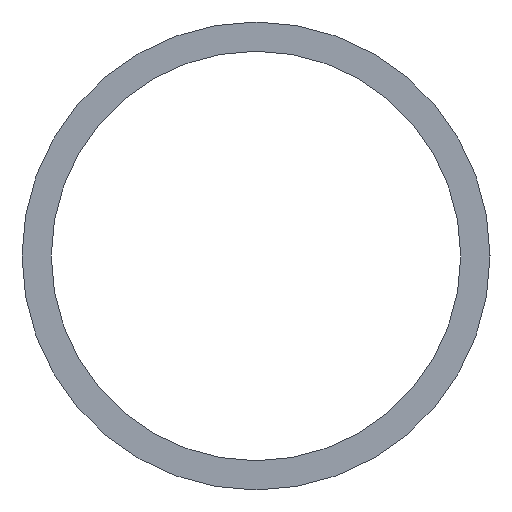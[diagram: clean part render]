
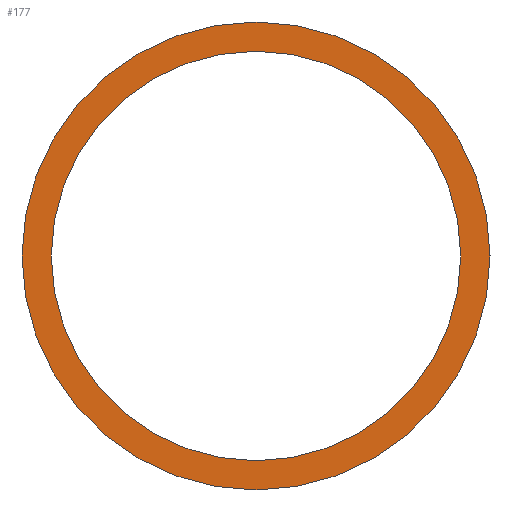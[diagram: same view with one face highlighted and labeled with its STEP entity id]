
A CAD part, left-side view. The second image highlights one B-rep face of the part: STEP entity #177.
In plain terms, the highlighted planar face has unit normal (-1, 0, 0).
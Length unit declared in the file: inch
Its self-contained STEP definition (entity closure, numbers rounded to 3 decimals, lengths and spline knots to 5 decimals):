
#6 = DIRECTION ( 'NONE',  ( 0., 0., -1. ) ) ;
#8 = DIRECTION ( 'NONE',  ( 1., 0., 0. ) ) ;
#10 = CIRCLE ( 'NONE', #135, 0.4375 ) ;
#12 = DIRECTION ( 'NONE',  ( 0., 0., -1. ) ) ;
#16 = ORIENTED_EDGE ( 'NONE', *, *, #28, .F. ) ;
#18 = VERTEX_POINT ( 'NONE', #90 ) ;
#19 = VERTEX_POINT ( 'NONE', #156 ) ;
#25 = CARTESIAN_POINT ( 'NONE',  ( -23.5, 0., -0.4375 ) ) ;
#28 = EDGE_CURVE ( 'NONE', #19, #18, #221, .T. ) ;
#30 = ORIENTED_EDGE ( 'NONE', *, *, #157, .F. ) ;
#44 = AXIS2_PLACEMENT_3D ( 'NONE', #119, #89, #6 ) ;
#52 = AXIS2_PLACEMENT_3D ( 'NONE', #182, #218, #167 ) ;
#57 = CARTESIAN_POINT ( 'NONE',  ( -23.5, 0., 0.4375 ) ) ;
#58 = VERTEX_POINT ( 'NONE', #57 ) ;
#66 = EDGE_LOOP ( 'NONE', ( #103, #120 ) ) ;
#81 = VERTEX_POINT ( 'NONE', #25 ) ;
#89 = DIRECTION ( 'NONE',  ( 1., 0., 0. ) ) ;
#90 = CARTESIAN_POINT ( 'NONE',  ( -23.5, 0., 0.5 ) ) ;
#97 = CARTESIAN_POINT ( 'NONE',  ( -23.5, 0., 0. ) ) ;
#98 = FACE_BOUND ( 'NONE', #66, .T. ) ;
#99 = DIRECTION ( 'NONE',  ( 0., 0., -1. ) ) ;
#103 = ORIENTED_EDGE ( 'NONE', *, *, #179, .T. ) ;
#106 = AXIS2_PLACEMENT_3D ( 'NONE', #215, #142, #99 ) ;
#112 = FACE_OUTER_BOUND ( 'NONE', #159, .T. ) ;
#119 = CARTESIAN_POINT ( 'NONE',  ( -23.5, 0., 0. ) ) ;
#120 = ORIENTED_EDGE ( 'NONE', *, *, #134, .T. ) ;
#129 = DIRECTION ( 'NONE',  ( 0., 0., -1. ) ) ;
#131 = CARTESIAN_POINT ( 'NONE',  ( -23.5, 0., 0. ) ) ;
#134 = EDGE_CURVE ( 'NONE', #81, #58, #160, .T. ) ;
#135 = AXIS2_PLACEMENT_3D ( 'NONE', #131, #216, #12 ) ;
#142 = DIRECTION ( 'NONE',  ( 1., 0., 0. ) ) ;
#148 = AXIS2_PLACEMENT_3D ( 'NONE', #97, #8, #129 ) ;
#156 = CARTESIAN_POINT ( 'NONE',  ( -23.5, 0., -0.5 ) ) ;
#157 = EDGE_CURVE ( 'NONE', #18, #19, #190, .T. ) ;
#159 = EDGE_LOOP ( 'NONE', ( #30, #16 ) ) ;
#160 = CIRCLE ( 'NONE', #52, 0.4375 ) ;
#167 = DIRECTION ( 'NONE',  ( 0., 0., -1. ) ) ;
#177 = ADVANCED_FACE ( 'NONE', ( #112, #98 ), #217, .F. ) ;
#179 = EDGE_CURVE ( 'NONE', #58, #81, #10, .T. ) ;
#182 = CARTESIAN_POINT ( 'NONE',  ( -23.5, 0., 0. ) ) ;
#190 = CIRCLE ( 'NONE', #148, 0.5 ) ;
#215 = CARTESIAN_POINT ( 'NONE',  ( -23.5, 0., 0. ) ) ;
#216 = DIRECTION ( 'NONE',  ( 1., 0., 0. ) ) ;
#217 = PLANE ( 'NONE',  #106 ) ;
#218 = DIRECTION ( 'NONE',  ( 1., 0., 0. ) ) ;
#221 = CIRCLE ( 'NONE', #44, 0.5 ) ;
